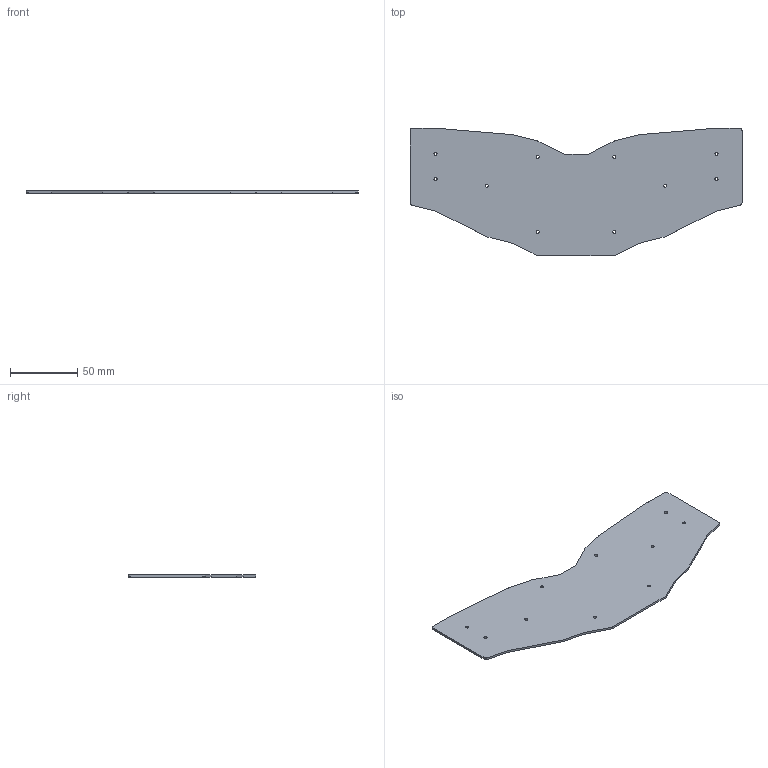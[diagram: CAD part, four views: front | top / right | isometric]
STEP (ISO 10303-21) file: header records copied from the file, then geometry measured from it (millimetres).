
FILE_DESCRIPTION(('KiCad electronic assembly'),'2;1');
FILE_NAME('bottomplate.step','2023-12-17T14:56:37',('Pcbnew'),('Kicad'), 'Open CASCADE STEP processor 7.6','KiCad to STEP converter','Unknown' );
FILE_SCHEMA(('AUTOMOTIVE_DESIGN { 1 0 10303 214 1 1 1 1 }'));
Length unit declared in the file: millimetre
Products named in the file (2): bottomplate 1; bottomplate PCB
Assembly tree (1 placements, depth 2):
  bottomplate 1
    bottomplate PCB
Bounding box: 247.65 x 95.25 x 1.58 mm (x, y, z)
Volume: 28867.1 mm3; surface area: 37648.8 mm2
Topology: 1 solids, 1 shells, 105 faces, 309 edges, 206 vertices
Faces by surface type: plane 95, cylinder 10
Full cylindrical faces by diameter (mm): 2.3 x10
Entity records: 7607 total; most frequent: CARTESIAN_POINT 1360, DIRECTION 1141, LINE 887, VECTOR 887, ORIENTED_EDGE 618, PCURVE 618, DEFINITIONAL_REPRESENTATION 618, EDGE_CURVE 309
